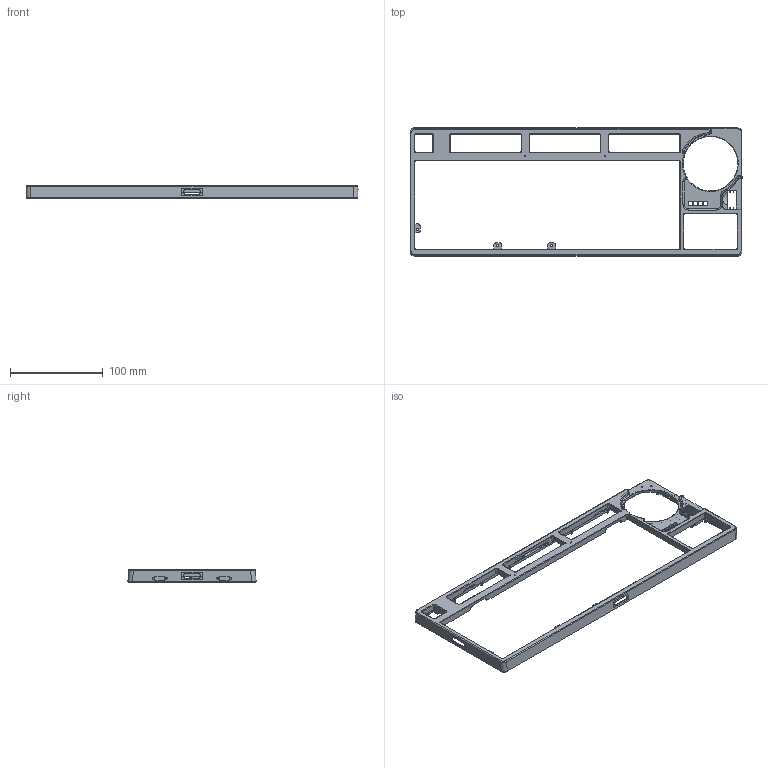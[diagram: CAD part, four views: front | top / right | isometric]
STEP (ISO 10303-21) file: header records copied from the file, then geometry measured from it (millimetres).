
FILE_DESCRIPTION (( 'STEP AP214' ), '1' );
FILE_NAME ('定位板-A面壳.STEP', '2024-08-04T15:18:18', ( '' ), ( '' ), 'SwSTEP 2.0', 'SolidWorks 2022', '' );
FILE_SCHEMA (( 'AUTOMOTIVE_DESIGN' ));
Length unit declared in the file: millimetre
Products named in the file (1): 定位板-A面壳
Bounding box: 358.61 x 138.57 x 14 mm (x, y, z)
Volume: 80049.5 mm3; surface area: 62110 mm2
Topology: 1 solids, 1 shells, 970 faces, 2613 edges, 1681 vertices
Faces by surface type: plane 557, cylinder 321, torus 65, bspline 24, sphere 2, cone 1
Entity records: 31355 total; most frequent: CARTESIAN_POINT 6688, ORIENTED_EDGE 5216, DIRECTION 5136, EDGE_CURVE 2608, LINE 1712, VECTOR 1712, AXIS2_PLACEMENT_3D 1712, VERTEX_POINT 1681
